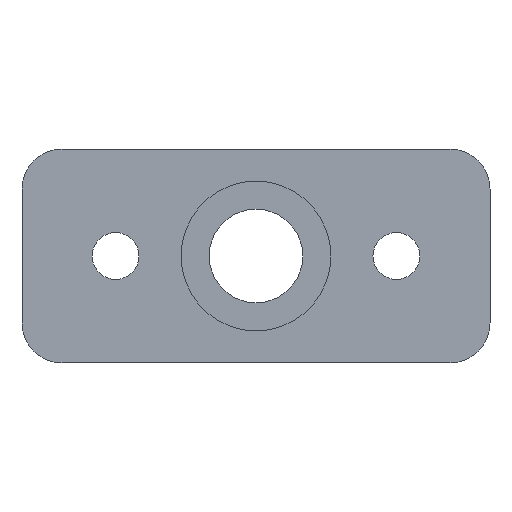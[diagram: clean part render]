
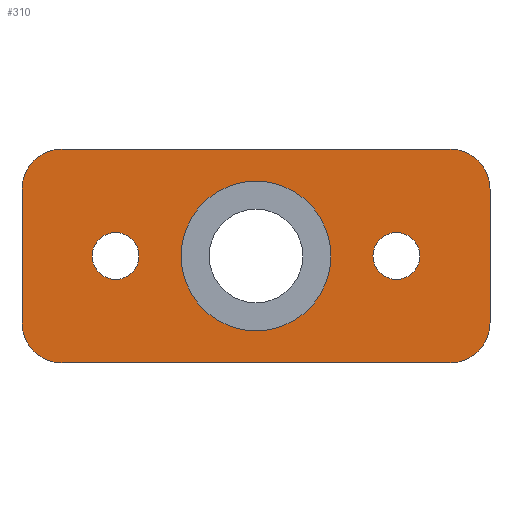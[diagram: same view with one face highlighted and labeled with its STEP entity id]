
A CAD part, left-side view. The second image highlights one B-rep face of the part: STEP entity #310.
In plain terms, the highlighted planar face has unit normal (-1, 0, 0).
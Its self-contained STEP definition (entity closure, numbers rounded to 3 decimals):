
#15=FACE_BOUND('',#55,.T.);
#16=FACE_BOUND('',#56,.T.);
#17=FACE_BOUND('',#57,.T.);
#25=PLANE('',#345);
#35=FACE_OUTER_BOUND('',#54,.T.);
#54=EDGE_LOOP('',(#222,#223,#224,#225,#226,#227,#228,#229));
#55=EDGE_LOOP('',(#230));
#56=EDGE_LOOP('',(#231));
#57=EDGE_LOOP('',(#232));
#82=LINE('',#494,#104);
#85=LINE('',#500,#107);
#86=LINE('',#504,#108);
#87=LINE('',#508,#109);
#104=VECTOR('',#392,10.);
#107=VECTOR('',#397,10.);
#108=VECTOR('',#400,10.);
#109=VECTOR('',#403,10.);
#125=CIRCLE('',#343,3.);
#126=CIRCLE('',#346,3.);
#127=CIRCLE('',#347,3.);
#128=CIRCLE('',#348,3.);
#129=CIRCLE('',#349,1.75);
#130=CIRCLE('',#350,1.75);
#131=CIRCLE('',#351,5.6);
#146=VERTEX_POINT('',#487);
#147=VERTEX_POINT('',#489);
#148=VERTEX_POINT('',#493);
#150=VERTEX_POINT('',#499);
#151=VERTEX_POINT('',#501);
#152=VERTEX_POINT('',#503);
#153=VERTEX_POINT('',#505);
#154=VERTEX_POINT('',#507);
#155=VERTEX_POINT('',#510);
#156=VERTEX_POINT('',#512);
#157=VERTEX_POINT('',#514);
#174=EDGE_CURVE('',#146,#147,#125,.T.);
#176=EDGE_CURVE('',#148,#147,#82,.T.);
#179=EDGE_CURVE('',#146,#150,#85,.T.);
#180=EDGE_CURVE('',#151,#150,#126,.T.);
#181=EDGE_CURVE('',#151,#152,#86,.T.);
#182=EDGE_CURVE('',#153,#152,#127,.T.);
#183=EDGE_CURVE('',#153,#154,#87,.T.);
#184=EDGE_CURVE('',#148,#154,#128,.T.);
#185=EDGE_CURVE('',#155,#155,#129,.T.);
#186=EDGE_CURVE('',#156,#156,#130,.T.);
#187=EDGE_CURVE('',#157,#157,#131,.T.);
#222=ORIENTED_EDGE('',*,*,#174,.F.);
#223=ORIENTED_EDGE('',*,*,#179,.T.);
#224=ORIENTED_EDGE('',*,*,#180,.F.);
#225=ORIENTED_EDGE('',*,*,#181,.T.);
#226=ORIENTED_EDGE('',*,*,#182,.F.);
#227=ORIENTED_EDGE('',*,*,#183,.T.);
#228=ORIENTED_EDGE('',*,*,#184,.F.);
#229=ORIENTED_EDGE('',*,*,#176,.T.);
#230=ORIENTED_EDGE('',*,*,#185,.T.);
#231=ORIENTED_EDGE('',*,*,#186,.T.);
#232=ORIENTED_EDGE('',*,*,#187,.F.);
#310=ADVANCED_FACE('',(#35,#15,#16,#17),#25,.F.);
#343=AXIS2_PLACEMENT_3D('',#490,#387,#388);
#345=AXIS2_PLACEMENT_3D('',#498,#395,#396);
#346=AXIS2_PLACEMENT_3D('',#502,#398,#399);
#347=AXIS2_PLACEMENT_3D('',#506,#401,#402);
#348=AXIS2_PLACEMENT_3D('',#509,#404,#405);
#349=AXIS2_PLACEMENT_3D('',#511,#406,#407);
#350=AXIS2_PLACEMENT_3D('',#513,#408,#409);
#351=AXIS2_PLACEMENT_3D('',#515,#410,#411);
#387=DIRECTION('center_axis',(1.,0.,0.));
#388=DIRECTION('ref_axis',(0.,0.707,-0.707));
#392=DIRECTION('',(0.,0.,-1.));
#395=DIRECTION('center_axis',(1.,0.,0.));
#396=DIRECTION('ref_axis',(0.,1.,0.));
#397=DIRECTION('',(0.,-1.,0.));
#398=DIRECTION('center_axis',(1.,0.,0.));
#399=DIRECTION('ref_axis',(0.,-0.707,-0.707));
#400=DIRECTION('',(0.,0.,1.));
#401=DIRECTION('center_axis',(1.,0.,0.));
#402=DIRECTION('ref_axis',(0.,-0.707,0.707));
#403=DIRECTION('',(0.,1.,0.));
#404=DIRECTION('center_axis',(1.,0.,0.));
#405=DIRECTION('ref_axis',(0.,0.707,0.707));
#406=DIRECTION('center_axis',(1.,0.,0.));
#407=DIRECTION('ref_axis',(0.,1.,0.));
#408=DIRECTION('center_axis',(1.,0.,0.));
#409=DIRECTION('ref_axis',(0.,1.,0.));
#410=DIRECTION('center_axis',(-1.,0.,0.));
#411=DIRECTION('ref_axis',(0.,1.,0.));
#487=CARTESIAN_POINT('',(15.5,407.103,19.5));
#489=CARTESIAN_POINT('',(15.5,410.103,22.5));
#490=CARTESIAN_POINT('Origin',(15.5,407.103,22.5));
#493=CARTESIAN_POINT('',(15.5,410.103,32.5));
#494=CARTESIAN_POINT('',(15.5,410.103,35.5));
#498=CARTESIAN_POINT('Origin',(15.5,392.603,27.5));
#499=CARTESIAN_POINT('',(15.5,378.103,19.5));
#500=CARTESIAN_POINT('',(15.5,410.103,19.5));
#501=CARTESIAN_POINT('',(15.5,375.103,22.5));
#502=CARTESIAN_POINT('Origin',(15.5,378.103,22.5));
#503=CARTESIAN_POINT('',(15.5,375.103,32.5));
#504=CARTESIAN_POINT('',(15.5,375.103,19.5));
#505=CARTESIAN_POINT('',(15.5,378.103,35.5));
#506=CARTESIAN_POINT('Origin',(15.5,378.103,32.5));
#507=CARTESIAN_POINT('',(15.5,407.103,35.5));
#508=CARTESIAN_POINT('',(15.5,375.103,35.5));
#509=CARTESIAN_POINT('Origin',(15.5,407.103,32.5));
#510=CARTESIAN_POINT('',(15.5,380.353,27.5));
#511=CARTESIAN_POINT('Origin',(15.5,382.103,27.5));
#512=CARTESIAN_POINT('',(15.5,401.353,27.5));
#513=CARTESIAN_POINT('Origin',(15.5,403.103,27.5));
#514=CARTESIAN_POINT('',(15.5,387.003,27.5));
#515=CARTESIAN_POINT('Origin',(15.5,392.603,27.5));
